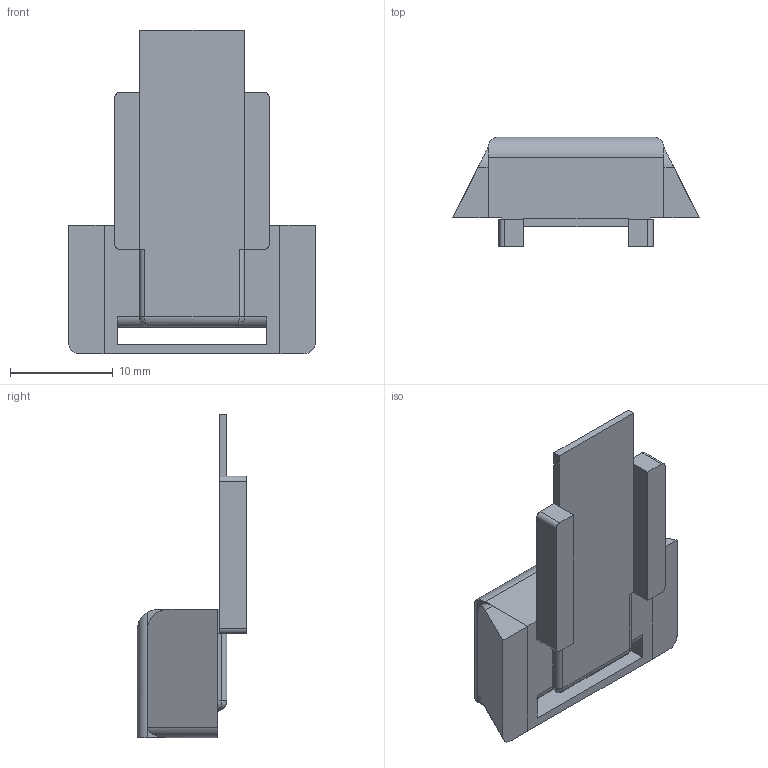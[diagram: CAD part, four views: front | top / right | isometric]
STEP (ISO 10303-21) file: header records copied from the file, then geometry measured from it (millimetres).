
FILE_DESCRIPTION(/* description */ (''),/* implementation_level */ '2;1');
FILE_NAME(/* name */ 'ec_front.step',/* time_stamp */ '2025-07-02T22:11:19-04:00',/* author */ (''),/* organization */ (''),/* preprocessor_version */ 'ST-DEVELOPER v20.1',/* originating_system */ 'Autodesk Translation Framework v14.10.0.0',/* authorisation */ '');
FILE_SCHEMA (('AUTOMOTIVE_DESIGN { 1 0 10303 214 3 1 1 }'));
Length unit declared in the file: millimetre
Products named in the file (1): DragonBurner SC V1.1R2
Bounding box: 23.95 x 10.68 x 31.5 mm (x, y, z)
Volume: 2178.6 mm3; surface area: 2265.4 mm2
Topology: 3 solids, 3 shells, 59 faces, 154 edges, 98 vertices
Faces by surface type: plane 39, cylinder 18, bspline 2
Entity records: 1865 total; most frequent: CARTESIAN_POINT 381, ORIENTED_EDGE 304, DIRECTION 300, EDGE_CURVE 152, LINE 116, VECTOR 116, VERTEX_POINT 98, AXIS2_PLACEMENT_3D 92
